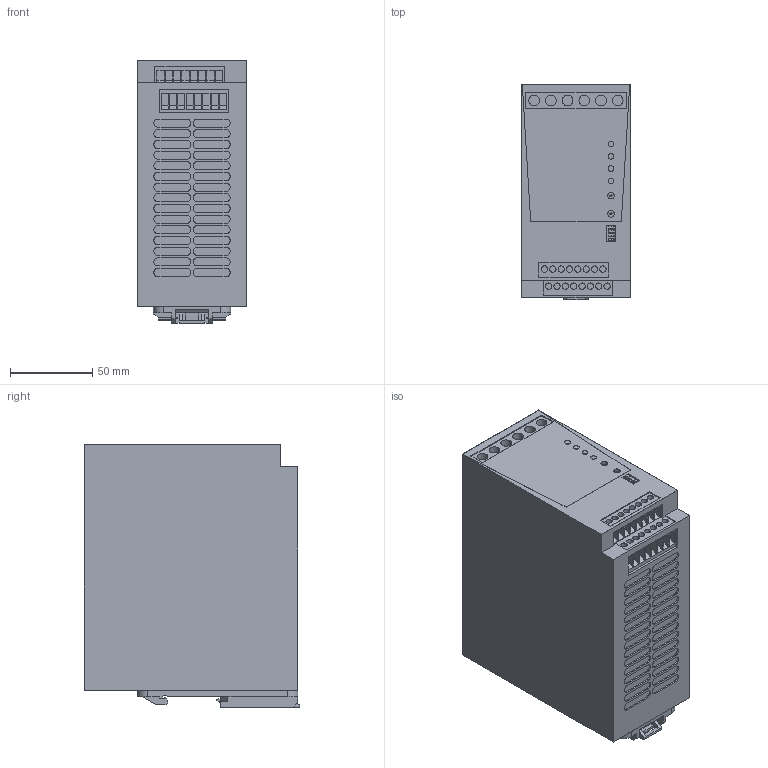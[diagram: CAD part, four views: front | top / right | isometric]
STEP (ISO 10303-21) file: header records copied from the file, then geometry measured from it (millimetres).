
FILE_DESCRIPTION(('CATIA V5 STEP Exchange','CAx-IF Rec.Pracs.--- Model Styling and Organization---1.4--- 2014-01-23'),'2;1');
FILE_NAME ('D1384383_1', '2019-07-22T12:56:23+00:00', ('none'), ('Weidmueller'), 'CATIA Version 5-6 Release 2016 SP3 HF44', 'CATIA V5 STEP AP214', 'none');
FILE_SCHEMA(('AUTOMOTIVE_DESIGN { 1 0 10303 214 1 1 1 1 }'));
Length unit declared in the file: millimetre
Products named in the file (1): 1370040010
Bounding box: 66 x 131.2 x 160.1 mm (x, y, z)
Volume: 1276681.7 mm3; surface area: 131936.6 mm2
Topology: 18 solids, 18 shells, 793 faces, 1949 edges, 1304 vertices
Faces by surface type: plane 596, cylinder 197
Entity records: 22029 total; most frequent: ORIENTED_EDGE 3898, CARTESIAN_POINT 3705, DIRECTION 2835, EDGE_CURVE 1943, VECTOR 1534, LINE 1534, VERTEX_POINT 1293, EDGE_LOOP 931
